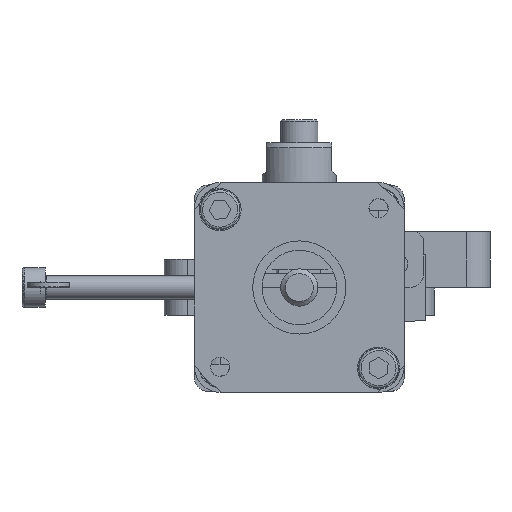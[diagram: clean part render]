
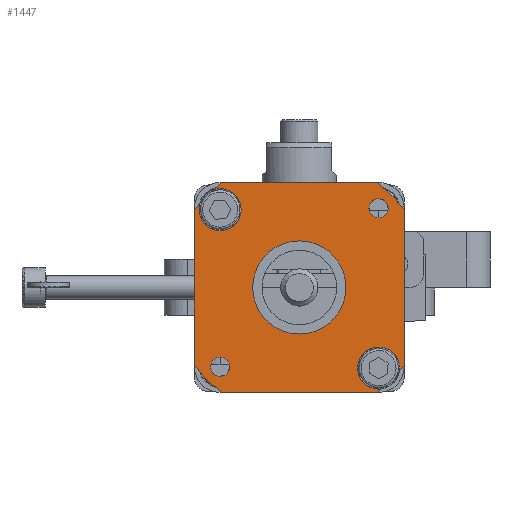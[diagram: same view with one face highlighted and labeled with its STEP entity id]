
A CAD part, front view. The second image highlights one B-rep face of the part: STEP entity #1447.
In plain terms, the highlighted planar face has unit normal (0, -1, 0).
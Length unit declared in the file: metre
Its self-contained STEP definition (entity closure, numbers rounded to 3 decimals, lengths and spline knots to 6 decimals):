
#1447 = ADVANCED_FACE( '', ( #3289, #3290, #3291, #3292, #3293, #3294 ), #3295, .F. );
#3289 = FACE_BOUND( '', #5154, .T. );
#3290 = FACE_BOUND( '', #5155, .T. );
#3291 = FACE_BOUND( '', #5156, .T. );
#3292 = FACE_BOUND( '', #5157, .T. );
#3293 = FACE_BOUND( '', #5158, .T. );
#3294 = FACE_OUTER_BOUND( '', #5159, .T. );
#3295 = PLANE( '', #5160 );
#5154 = EDGE_LOOP( '', ( #11534 ) );
#5155 = EDGE_LOOP( '', ( #11535 ) );
#5156 = EDGE_LOOP( '', ( #11536 ) );
#5157 = EDGE_LOOP( '', ( #11537 ) );
#5158 = EDGE_LOOP( '', ( #11538 ) );
#5159 = EDGE_LOOP( '', ( #11539, #11540, #11541, #11542, #11543, #11544, #11545, #11546 ) );
#5160 = AXIS2_PLACEMENT_3D( '', #11547, #11548, #11549 );
#11534 = ORIENTED_EDGE( '', *, *, #13684, .T. );
#11535 = ORIENTED_EDGE( '', *, *, #13685, .T. );
#11536 = ORIENTED_EDGE( '', *, *, #13686, .T. );
#11537 = ORIENTED_EDGE( '', *, *, #13687, .F. );
#11538 = ORIENTED_EDGE( '', *, *, #13688, .F. );
#11539 = ORIENTED_EDGE( '', *, *, #13689, .F. );
#11540 = ORIENTED_EDGE( '', *, *, #13690, .F. );
#11541 = ORIENTED_EDGE( '', *, *, #13683, .F. );
#11542 = ORIENTED_EDGE( '', *, *, #13678, .F. );
#11543 = ORIENTED_EDGE( '', *, *, #13691, .F. );
#11544 = ORIENTED_EDGE( '', *, *, #13692, .F. );
#11545 = ORIENTED_EDGE( '', *, *, #13693, .F. );
#11546 = ORIENTED_EDGE( '', *, *, #13694, .F. );
#11547 = CARTESIAN_POINT( '', ( -0.0225, 0., 0.0225 ) );
#11548 = DIRECTION( '', ( 0., 1., 0. ) );
#11549 = DIRECTION( '', ( 0., 0., 1. ) );
#13678 = EDGE_CURVE( '', #17063, #17066, #17067, .T. );
#13683 = EDGE_CURVE( '', #17066, #17071, #17075, .T. );
#13684 = EDGE_CURVE( '', #17076, #17076, #17077, .T. );
#13685 = EDGE_CURVE( '', #17078, #17078, #17079, .T. );
#13686 = EDGE_CURVE( '', #17080, #17080, #17081, .T. );
#13687 = EDGE_CURVE( '', #17082, #17082, #17083, .T. );
#13688 = EDGE_CURVE( '', #17084, #17084, #17085, .T. );
#13689 = EDGE_CURVE( '', #17086, #17087, #17088, .T. );
#13690 = EDGE_CURVE( '', #17071, #17086, #17089, .T. );
#13691 = EDGE_CURVE( '', #17090, #17063, #17091, .T. );
#13692 = EDGE_CURVE( '', #17092, #17090, #17093, .T. );
#13693 = EDGE_CURVE( '', #17094, #17092, #17095, .T. );
#13694 = EDGE_CURVE( '', #17087, #17094, #17096, .T. );
#17063 = VERTEX_POINT( '', #21917 );
#17066 = VERTEX_POINT( '', #21921 );
#17067 = LINE( '', #21922, #21923 );
#17071 = VERTEX_POINT( '', #21929 );
#17075 = CIRCLE( '', #21934, 0.028 );
#17076 = VERTEX_POINT( '', #21935 );
#17077 = CIRCLE( '', #21936, 0.0026 );
#17078 = VERTEX_POINT( '', #21937 );
#17079 = CIRCLE( '', #21938, 0.0026 );
#17080 = VERTEX_POINT( '', #21939 );
#17081 = CIRCLE( '', #21940, 0.01 );
#17082 = VERTEX_POINT( '', #21941 );
#17083 = CIRCLE( '', #21942, 0.002067 );
#17084 = VERTEX_POINT( '', #21943 );
#17085 = CIRCLE( '', #21944, 0.002067 );
#17086 = VERTEX_POINT( '', #21945 );
#17087 = VERTEX_POINT( '', #21946 );
#17088 = CIRCLE( '', #21947, 0.028 );
#17089 = LINE( '', #21948, #21949 );
#17090 = VERTEX_POINT( '', #21950 );
#17091 = CIRCLE( '', #21951, 0.028 );
#17092 = VERTEX_POINT( '', #21952 );
#17093 = LINE( '', #21953, #21954 );
#17094 = VERTEX_POINT( '', #21955 );
#17095 = CIRCLE( '', #21956, 0.028 );
#17096 = LINE( '', #21957, #21958 );
#21917 = CARTESIAN_POINT( '', ( -0.0225, 0., -0.016666 ) );
#21921 = CARTESIAN_POINT( '', ( -0.0225, 0., 0.016666 ) );
#21922 = CARTESIAN_POINT( '', ( -0.0225, 0., -0.0225 ) );
#21923 = VECTOR( '', #25283, 1. );
#21929 = CARTESIAN_POINT( '', ( -0.016666, 0., 0.0225 ) );
#21934 = AXIS2_PLACEMENT_3D( '', #25290, #25291, #25292 );
#21935 = CARTESIAN_POINT( '', ( 0.017, 0., 0.0196 ) );
#21936 = AXIS2_PLACEMENT_3D( '', #25293, #25294, #25295 );
#21937 = CARTESIAN_POINT( '', ( -0.017, 0., -0.0144 ) );
#21938 = AXIS2_PLACEMENT_3D( '', #25296, #25297, #25298 );
#21939 = CARTESIAN_POINT( '', ( 0.01, 0., 0. ) );
#21940 = AXIS2_PLACEMENT_3D( '', #25299, #25300, #25301 );
#21941 = CARTESIAN_POINT( '', ( -0.014933, 0., 0.017 ) );
#21942 = AXIS2_PLACEMENT_3D( '', #25302, #25303, #25304 );
#21943 = CARTESIAN_POINT( '', ( 0.019067, 0., -0.017 ) );
#21944 = AXIS2_PLACEMENT_3D( '', #25305, #25306, #25307 );
#21945 = CARTESIAN_POINT( '', ( 0.016666, 0., 0.0225 ) );
#21946 = CARTESIAN_POINT( '', ( 0.0225, 0., 0.016666 ) );
#21947 = AXIS2_PLACEMENT_3D( '', #25308, #25309, #25310 );
#21948 = CARTESIAN_POINT( '', ( -0.0225, 0., 0.0225 ) );
#21949 = VECTOR( '', #25311, 1. );
#21950 = CARTESIAN_POINT( '', ( -0.016666, 0., -0.0225 ) );
#21951 = AXIS2_PLACEMENT_3D( '', #25312, #25313, #25314 );
#21952 = CARTESIAN_POINT( '', ( 0.016666, 0., -0.0225 ) );
#21953 = CARTESIAN_POINT( '', ( 0.0225, 0., -0.0225 ) );
#21954 = VECTOR( '', #25315, 1. );
#21955 = CARTESIAN_POINT( '', ( 0.0225, 0., -0.016666 ) );
#21956 = AXIS2_PLACEMENT_3D( '', #25316, #25317, #25318 );
#21957 = CARTESIAN_POINT( '', ( 0.0225, 0., 0.0225 ) );
#21958 = VECTOR( '', #25319, 1. );
#25283 = DIRECTION( '', ( 0., 0., 1. ) );
#25290 = CARTESIAN_POINT( '', ( 0., 0., 0. ) );
#25291 = DIRECTION( '', ( 0., 1., 0. ) );
#25292 = DIRECTION( '', ( -1., 0., 0. ) );
#25293 = CARTESIAN_POINT( '', ( 0.017, 0., 0.017 ) );
#25294 = DIRECTION( '', ( 0., 1., 0. ) );
#25295 = DIRECTION( '', ( 0., 0., 1. ) );
#25296 = CARTESIAN_POINT( '', ( -0.017, 0., -0.017 ) );
#25297 = DIRECTION( '', ( 0., 1., 0. ) );
#25298 = DIRECTION( '', ( 0., 0., 1. ) );
#25299 = CARTESIAN_POINT( '', ( 0., 0., 0. ) );
#25300 = DIRECTION( '', ( 0., 1., 0. ) );
#25301 = DIRECTION( '', ( 1., 0., 0. ) );
#25302 = CARTESIAN_POINT( '', ( -0.017, 0., 0.017 ) );
#25303 = DIRECTION( '', ( 0., -1., 0. ) );
#25304 = DIRECTION( '', ( 1., 0., 0. ) );
#25305 = CARTESIAN_POINT( '', ( 0.017, 0., -0.017 ) );
#25306 = DIRECTION( '', ( 0., -1., 0. ) );
#25307 = DIRECTION( '', ( 1., 0., 0. ) );
#25308 = CARTESIAN_POINT( '', ( 0., 0., 0. ) );
#25309 = DIRECTION( '', ( 0., 1., 0. ) );
#25310 = DIRECTION( '', ( 0., 0., 1. ) );
#25311 = DIRECTION( '', ( 1., 0., 0. ) );
#25312 = CARTESIAN_POINT( '', ( 0., 0., 0. ) );
#25313 = DIRECTION( '', ( 0., 1., 0. ) );
#25314 = DIRECTION( '', ( 0., 0., 1. ) );
#25315 = DIRECTION( '', ( -1., 0., 0. ) );
#25316 = CARTESIAN_POINT( '', ( 0., 0., 0. ) );
#25317 = DIRECTION( '', ( 0., 1., 0. ) );
#25318 = DIRECTION( '', ( 0., 0., 1. ) );
#25319 = DIRECTION( '', ( 0., 0., -1. ) );
